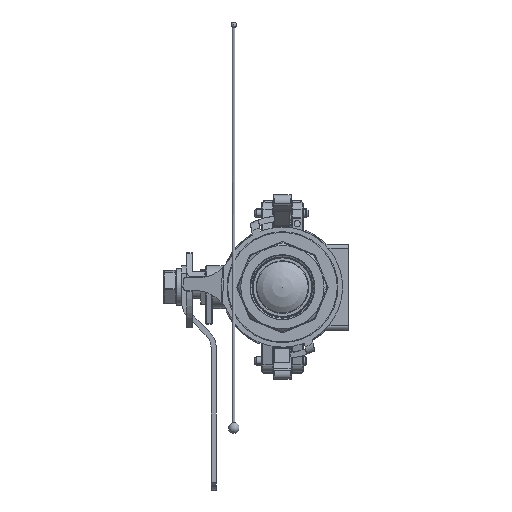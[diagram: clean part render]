
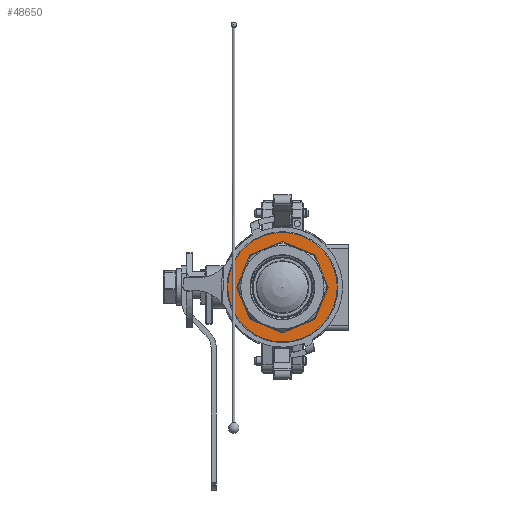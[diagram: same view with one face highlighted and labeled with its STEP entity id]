
A CAD part, left-side view. The second image highlights one B-rep face of the part: STEP entity #48650.
In plain terms, the highlighted face is planar.
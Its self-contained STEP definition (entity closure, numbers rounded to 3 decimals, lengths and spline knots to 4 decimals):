
#1114=PLANE('',#52342);
#2599=FACE_BOUND('',#7252,.T.);
#4376=FACE_OUTER_BOUND('',#7251,.T.);
#7251=EDGE_LOOP('',(#39440,#39441));
#7252=EDGE_LOOP('',(#39442,#39443,#39444,#39445,#39446,#39447,#39448,#39449));
#11212=CIRCLE('',#52343,1.595);
#11213=CIRCLE('',#52344,1.595);
#13898=LINE('',#100021,#17417);
#13903=LINE('',#100077,#17422);
#13908=LINE('',#100133,#17427);
#13913=LINE('',#100189,#17432);
#13924=LINE('',#100346,#17443);
#13925=LINE('',#100348,#17444);
#13926=LINE('',#100350,#17445);
#13927=LINE('',#100352,#17446);
#17417=VECTOR('',#59926,0.3937);
#17422=VECTOR('',#59947,0.3937);
#17427=VECTOR('',#59968,0.3937);
#17432=VECTOR('',#59989,0.3937);
#17443=VECTOR('',#60042,0.3937);
#17444=VECTOR('',#60045,0.3937);
#17445=VECTOR('',#60048,0.3937);
#17446=VECTOR('',#60051,0.3937);
#21765=VERTEX_POINT('',#99945);
#21776=VERTEX_POINT('',#100013);
#21778=VERTEX_POINT('',#100019);
#21785=VERTEX_POINT('',#100075);
#21792=VERTEX_POINT('',#100131);
#21799=VERTEX_POINT('',#100187);
#21811=VERTEX_POINT('',#100289);
#21816=VERTEX_POINT('',#100340);
#21817=VERTEX_POINT('',#100354);
#21818=VERTEX_POINT('',#100355);
#27912=EDGE_CURVE('',#21778,#21776,#13898,.T.);
#27924=EDGE_CURVE('',#21785,#21778,#13903,.T.);
#27936=EDGE_CURVE('',#21792,#21785,#13908,.T.);
#27948=EDGE_CURVE('',#21799,#21792,#13913,.T.);
#27979=EDGE_CURVE('',#21811,#21799,#13924,.T.);
#27980=EDGE_CURVE('',#21816,#21811,#13925,.T.);
#27981=EDGE_CURVE('',#21765,#21816,#13926,.T.);
#27982=EDGE_CURVE('',#21776,#21765,#13927,.T.);
#27983=EDGE_CURVE('',#21817,#21818,#11212,.T.);
#27984=EDGE_CURVE('',#21818,#21817,#11213,.T.);
#39440=ORIENTED_EDGE('',*,*,#27983,.F.);
#39441=ORIENTED_EDGE('',*,*,#27984,.F.);
#39442=ORIENTED_EDGE('',*,*,#27948,.F.);
#39443=ORIENTED_EDGE('',*,*,#27979,.F.);
#39444=ORIENTED_EDGE('',*,*,#27980,.F.);
#39445=ORIENTED_EDGE('',*,*,#27981,.F.);
#39446=ORIENTED_EDGE('',*,*,#27982,.F.);
#39447=ORIENTED_EDGE('',*,*,#27912,.F.);
#39448=ORIENTED_EDGE('',*,*,#27924,.F.);
#39449=ORIENTED_EDGE('',*,*,#27936,.F.);
#48650=ADVANCED_FACE('',(#4376,#2599),#1114,.T.);
#52342=AXIS2_PLACEMENT_3D('',#100353,#60052,#60053);
#52343=AXIS2_PLACEMENT_3D('',#100356,#60054,#60055);
#52344=AXIS2_PLACEMENT_3D('',#100357,#60056,#60057);
#59926=DIRECTION('',(-0.383,0.,-0.924));
#59947=DIRECTION('',(0.383,0.,-0.924));
#59968=DIRECTION('',(0.924,0.,-0.383));
#59989=DIRECTION('',(0.924,0.,0.383));
#60042=DIRECTION('',(0.383,0.,0.924));
#60045=DIRECTION('',(-0.383,0.,0.924));
#60048=DIRECTION('',(-0.924,0.,0.383));
#60051=DIRECTION('',(-0.924,0.,-0.383));
#60052=DIRECTION('center_axis',(0.,1.,0.));
#60053=DIRECTION('ref_axis',(0.,0.,1.));
#60054=DIRECTION('center_axis',(0.,-1.,0.));
#60055=DIRECTION('ref_axis',(-1.,0.,0.));
#60056=DIRECTION('center_axis',(0.,-1.,0.));
#60057=DIRECTION('ref_axis',(-1.,0.,0.));
#99945=CARTESIAN_POINT('',(0.,0.85,-1.3346));
#100013=CARTESIAN_POINT('',(0.9437,0.85,-0.9437));
#100019=CARTESIAN_POINT('',(1.3346,0.85,0.));
#100021=CARTESIAN_POINT('',(1.1319,0.85,-0.4894));
#100075=CARTESIAN_POINT('',(0.9437,0.85,0.9437));
#100077=CARTESIAN_POINT('',(1.3226,0.85,0.029));
#100131=CARTESIAN_POINT('',(0.,0.85,1.3346));
#100133=CARTESIAN_POINT('',(1.2154,0.85,0.8311));
#100187=CARTESIAN_POINT('',(-0.9437,0.85,0.9437));
#100189=CARTESIAN_POINT('',(0.2717,0.85,1.4472));
#100289=CARTESIAN_POINT('',(-1.3346,0.85,0.));
#100340=CARTESIAN_POINT('',(-0.9437,0.85,-0.9437));
#100346=CARTESIAN_POINT('',(-0.9557,0.85,0.9147));
#100348=CARTESIAN_POINT('',(-1.1464,0.85,-0.4543));
#100350=CARTESIAN_POINT('',(-0.1886,0.85,-1.2565));
#100352=CARTESIAN_POINT('',(0.7551,0.85,-1.0218));
#100353=CARTESIAN_POINT('Origin',(1.203,0.85,0.));
#100354=CARTESIAN_POINT('',(1.595,0.85,0.));
#100355=CARTESIAN_POINT('',(0.,0.85,-1.595));
#100356=CARTESIAN_POINT('Origin',(0.,0.85,0.));
#100357=CARTESIAN_POINT('Origin',(0.,0.85,0.));
